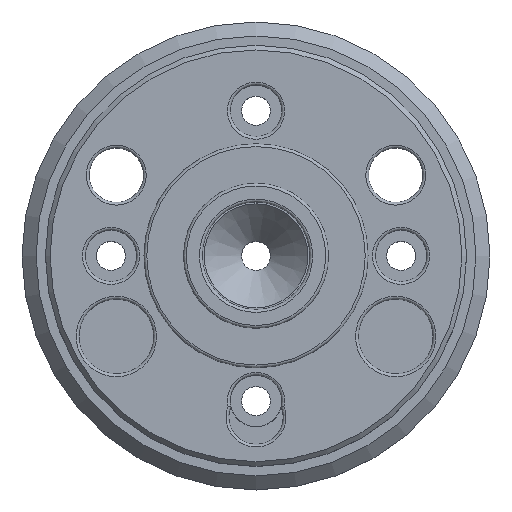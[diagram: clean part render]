
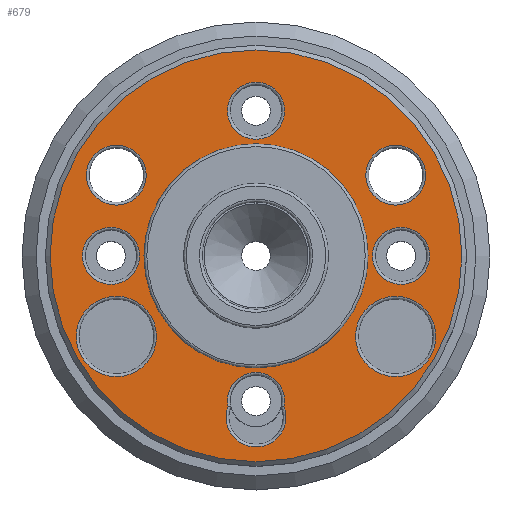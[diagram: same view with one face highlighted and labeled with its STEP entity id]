
A CAD part, top view. The second image highlights one B-rep face of the part: STEP entity #679.
In plain terms, the highlighted planar face has unit normal (0, 0, 1).
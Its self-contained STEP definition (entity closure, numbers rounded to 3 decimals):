
#49=FACE_BOUND('',#141,.T.);
#50=FACE_BOUND('',#142,.T.);
#51=FACE_BOUND('',#143,.T.);
#52=FACE_BOUND('',#144,.T.);
#53=FACE_BOUND('',#145,.T.);
#54=FACE_BOUND('',#146,.T.);
#55=FACE_BOUND('',#147,.T.);
#56=FACE_BOUND('',#148,.T.);
#57=FACE_BOUND('',#149,.T.);
#73=PLANE('',#761);
#92=FACE_OUTER_BOUND('',#140,.T.);
#140=EDGE_LOOP('',(#508));
#141=EDGE_LOOP('',(#509));
#142=EDGE_LOOP('',(#510));
#143=EDGE_LOOP('',(#511));
#144=EDGE_LOOP('',(#512));
#145=EDGE_LOOP('',(#513));
#146=EDGE_LOOP('',(#514));
#147=EDGE_LOOP('',(#515));
#148=EDGE_LOOP('',(#516));
#149=EDGE_LOOP('',(#517,#518));
#254=CIRCLE('',#752,3.05);
#258=CIRCLE('',#757,3.2);
#261=CIRCLE('',#762,22.);
#262=CIRCLE('',#763,4.29);
#263=CIRCLE('',#764,3.2);
#264=CIRCLE('',#765,3.2);
#265=CIRCLE('',#766,4.29);
#266=CIRCLE('',#767,11.975);
#267=CIRCLE('',#768,3.05);
#268=CIRCLE('',#769,3.05);
#269=CIRCLE('',#770,3.05);
#325=VERTEX_POINT('',#1140);
#326=VERTEX_POINT('',#1141);
#333=VERTEX_POINT('',#1189);
#334=VERTEX_POINT('',#1191);
#335=VERTEX_POINT('',#1193);
#336=VERTEX_POINT('',#1195);
#337=VERTEX_POINT('',#1197);
#338=VERTEX_POINT('',#1199);
#339=VERTEX_POINT('',#1201);
#340=VERTEX_POINT('',#1203);
#341=VERTEX_POINT('',#1205);
#389=EDGE_CURVE('',#325,#326,#254,.T.);
#395=EDGE_CURVE('',#326,#325,#258,.T.);
#401=EDGE_CURVE('',#333,#333,#261,.T.);
#402=EDGE_CURVE('',#334,#334,#262,.T.);
#403=EDGE_CURVE('',#335,#335,#263,.T.);
#404=EDGE_CURVE('',#336,#336,#264,.T.);
#405=EDGE_CURVE('',#337,#337,#265,.T.);
#406=EDGE_CURVE('',#338,#338,#266,.T.);
#407=EDGE_CURVE('',#339,#339,#267,.T.);
#408=EDGE_CURVE('',#340,#340,#268,.T.);
#409=EDGE_CURVE('',#341,#341,#269,.T.);
#508=ORIENTED_EDGE('',*,*,#401,.F.);
#509=ORIENTED_EDGE('',*,*,#402,.F.);
#510=ORIENTED_EDGE('',*,*,#403,.F.);
#511=ORIENTED_EDGE('',*,*,#404,.F.);
#512=ORIENTED_EDGE('',*,*,#405,.F.);
#513=ORIENTED_EDGE('',*,*,#406,.T.);
#514=ORIENTED_EDGE('',*,*,#407,.F.);
#515=ORIENTED_EDGE('',*,*,#408,.F.);
#516=ORIENTED_EDGE('',*,*,#409,.F.);
#517=ORIENTED_EDGE('',*,*,#389,.F.);
#518=ORIENTED_EDGE('',*,*,#395,.F.);
#679=ADVANCED_FACE('',(#92,#49,#50,#51,#52,#53,#54,#55,#56,#57),#73,.T.);
#752=AXIS2_PLACEMENT_3D('',#1142,#885,#886);
#757=AXIS2_PLACEMENT_3D('',#1178,#895,#896);
#761=AXIS2_PLACEMENT_3D('',#1188,#906,#907);
#762=AXIS2_PLACEMENT_3D('',#1190,#908,#909);
#763=AXIS2_PLACEMENT_3D('',#1192,#910,#911);
#764=AXIS2_PLACEMENT_3D('',#1194,#912,#913);
#765=AXIS2_PLACEMENT_3D('',#1196,#914,#915);
#766=AXIS2_PLACEMENT_3D('',#1198,#916,#917);
#767=AXIS2_PLACEMENT_3D('',#1200,#918,#919);
#768=AXIS2_PLACEMENT_3D('',#1202,#920,#921);
#769=AXIS2_PLACEMENT_3D('',#1204,#922,#923);
#770=AXIS2_PLACEMENT_3D('',#1206,#924,#925);
#885=DIRECTION('center_axis',(0.,0.,1.));
#886=DIRECTION('ref_axis',(0.,1.,0.));
#895=DIRECTION('center_axis',(0.,0.,1.));
#896=DIRECTION('ref_axis',(0.,-1.,0.));
#906=DIRECTION('center_axis',(0.,0.,1.));
#907=DIRECTION('ref_axis',(1.,0.,0.));
#908=DIRECTION('center_axis',(0.,0.,-1.));
#909=DIRECTION('ref_axis',(-1.,0.,0.));
#910=DIRECTION('center_axis',(0.,0.,1.));
#911=DIRECTION('ref_axis',(-1.,0.,0.));
#912=DIRECTION('center_axis',(0.,0.,1.));
#913=DIRECTION('ref_axis',(-1.,0.,0.));
#914=DIRECTION('center_axis',(0.,0.,1.));
#915=DIRECTION('ref_axis',(-1.,0.,0.));
#916=DIRECTION('center_axis',(0.,0.,1.));
#917=DIRECTION('ref_axis',(-1.,0.,0.));
#918=DIRECTION('center_axis',(0.,0.,-1.));
#919=DIRECTION('ref_axis',(1.,0.,0.));
#920=DIRECTION('center_axis',(0.,0.,1.));
#921=DIRECTION('ref_axis',(-1.,0.,0.));
#922=DIRECTION('center_axis',(0.,0.,1.));
#923=DIRECTION('ref_axis',(-1.,0.,0.));
#924=DIRECTION('center_axis',(0.,0.,1.));
#925=DIRECTION('ref_axis',(-1.,0.,0.));
#1140=CARTESIAN_POINT('',(2.991,-16.097,0.));
#1141=CARTESIAN_POINT('',(-2.991,-16.097,0.));
#1142=CARTESIAN_POINT('Origin',(0.,-15.5,0.));
#1178=CARTESIAN_POINT('Origin',(0.,-17.235,0.));
#1188=CARTESIAN_POINT('Origin',(0.,0.,0.));
#1189=CARTESIAN_POINT('',(22.,0.,0.));
#1190=CARTESIAN_POINT('Origin',(0.,0.,0.));
#1191=CARTESIAN_POINT('',(-10.636,-8.617,0.));
#1192=CARTESIAN_POINT('Origin',(-14.926,-8.617,0.));
#1193=CARTESIAN_POINT('',(-11.726,8.618,0.));
#1194=CARTESIAN_POINT('Origin',(-14.926,8.618,0.));
#1195=CARTESIAN_POINT('',(18.126,8.617,0.));
#1196=CARTESIAN_POINT('Origin',(14.926,8.617,0.));
#1197=CARTESIAN_POINT('',(19.216,-8.618,0.));
#1198=CARTESIAN_POINT('Origin',(14.926,-8.618,0.));
#1199=CARTESIAN_POINT('',(-11.975,0.,0.));
#1200=CARTESIAN_POINT('Origin',(0.,0.,0.));
#1201=CARTESIAN_POINT('',(18.55,0.,0.));
#1202=CARTESIAN_POINT('Origin',(15.5,0.,0.));
#1203=CARTESIAN_POINT('',(3.05,15.5,0.));
#1204=CARTESIAN_POINT('Origin',(0.,15.5,0.));
#1205=CARTESIAN_POINT('',(-12.45,0.,0.));
#1206=CARTESIAN_POINT('Origin',(-15.5,0.,0.));
